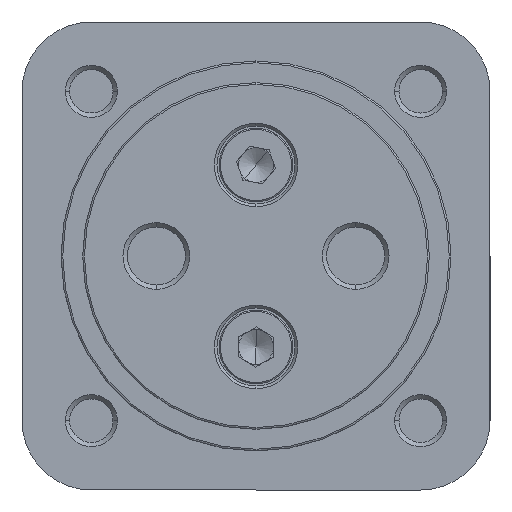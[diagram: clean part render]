
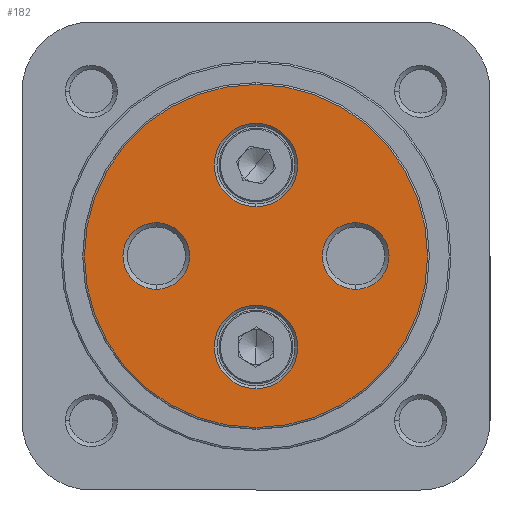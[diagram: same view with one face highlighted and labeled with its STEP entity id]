
A CAD part, left-side view. The second image highlights one B-rep face of the part: STEP entity #182.
In plain terms, the highlighted planar face has unit normal (-1, 0, 0).
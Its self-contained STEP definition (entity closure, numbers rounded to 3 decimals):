
#182 = ADVANCED_FACE ( 'NONE', ( #8463, #8469, #8471, #8473, #8459 ), #3867, .F. ) ;
#529 = VERTEX_POINT ( 'NONE', #4464 ) ;
#530 = VERTEX_POINT ( 'NONE', #4465 ) ;
#545 = VERTEX_POINT ( 'NONE', #4478 ) ;
#562 = VERTEX_POINT ( 'NONE', #4494 ) ;
#588 = VERTEX_POINT ( 'NONE', #4519 ) ;
#628 = VERTEX_POINT ( 'NONE', #4558 ) ;
#656 = VERTEX_POINT ( 'NONE', #4586 ) ;
#688 = VERTEX_POINT ( 'NONE', #4617 ) ;
#707 = VERTEX_POINT ( 'NONE', #4626 ) ;
#709 = VERTEX_POINT ( 'NONE', #4628 ) ;
#1936 = EDGE_LOOP ( 'NONE', ( #7852, #7851 ) ) ;
#1938 = EDGE_LOOP ( 'NONE', ( #7850, #7849 ) ) ;
#1988 = EDGE_LOOP ( 'NONE', ( #7846, #7845 ) ) ;
#1993 = EDGE_LOOP ( 'NONE', ( #7844, #7843 ) ) ;
#2087 = EDGE_LOOP ( 'NONE', ( #7848, #7847 ) ) ;
#2762 = EDGE_CURVE ( 'NONE', #562, #688, #5812, .T. ) ;
#2764 = EDGE_CURVE ( 'NONE', #588, #628, #5814, .T. ) ;
#2769 = EDGE_CURVE ( 'NONE', #707, #656, #5819, .T. ) ;
#2770 = EDGE_CURVE ( 'NONE', #530, #545, #5820, .T. ) ;
#2771 = EDGE_CURVE ( 'NONE', #709, #529, #5822, .T. ) ;
#2798 = EDGE_CURVE ( 'NONE', #656, #707, #5863, .T. ) ;
#2802 = EDGE_CURVE ( 'NONE', #545, #530, #5869, .T. ) ;
#2854 = EDGE_CURVE ( 'NONE', #529, #709, #7411, .T. ) ;
#2863 = EDGE_CURVE ( 'NONE', #688, #562, #7426, .T. ) ;
#2868 = EDGE_CURVE ( 'NONE', #628, #588, #7431, .T. ) ;
#3100 = AXIS2_PLACEMENT_3D ( 'NONE', #3858, #3870, #3871 ) ;
#3405 = AXIS2_PLACEMENT_3D ( 'NONE', #6977, #6978, #6979 ) ;
#3407 = AXIS2_PLACEMENT_3D ( 'NONE', #6969, #6972, #6973 ) ;
#3411 = AXIS2_PLACEMENT_3D ( 'NONE', #6992, #6993, #6994 ) ;
#3413 = AXIS2_PLACEMENT_3D ( 'NONE', #6995, #6996, #6997 ) ;
#3414 = AXIS2_PLACEMENT_3D ( 'NONE', #6998, #6999, #7000 ) ;
#3427 = AXIS2_PLACEMENT_3D ( 'NONE', #7075, #7076, #7077 ) ;
#3428 = AXIS2_PLACEMENT_3D ( 'NONE', #7064, #7065, #7066 ) ;
#3454 = AXIS2_PLACEMENT_3D ( 'NONE', #7192, #7206, #7207 ) ;
#3457 = AXIS2_PLACEMENT_3D ( 'NONE', #7231, #7233, #7234 ) ;
#3465 = AXIS2_PLACEMENT_3D ( 'NONE', #7243, #7247, #7248 ) ;
#3858 = CARTESIAN_POINT ( 'NONE',  ( 0., 0., 0. ) ) ;
#3867 = PLANE ( 'NONE',  #3100 ) ;
#3870 = DIRECTION ( 'NONE',  ( 1., 0., 0. ) ) ;
#3871 = DIRECTION ( 'NONE',  ( 0., 0., -1. ) ) ;
#4464 = CARTESIAN_POINT ( 'NONE',  ( 0., 0., 15.3 ) ) ;
#4465 = CARTESIAN_POINT ( 'NONE',  ( 0., -11.5, -3.85 ) ) ;
#4478 = CARTESIAN_POINT ( 'NONE',  ( 0., -11.5, 3.85 ) ) ;
#4494 = CARTESIAN_POINT ( 'NONE',  ( 0., 0., -15.3 ) ) ;
#4519 = CARTESIAN_POINT ( 'NONE',  ( 0., 0., -19.8 ) ) ;
#4558 = CARTESIAN_POINT ( 'NONE',  ( 0., 0., 19.8 ) ) ;
#4586 = CARTESIAN_POINT ( 'NONE',  ( 0., 11.5, 3.85 ) ) ;
#4617 = CARTESIAN_POINT ( 'NONE',  ( 0., 0., -5.7 ) ) ;
#4626 = CARTESIAN_POINT ( 'NONE',  ( 0., 11.5, -3.85 ) ) ;
#4628 = CARTESIAN_POINT ( 'NONE',  ( 0., 0., 5.7 ) ) ;
#5812 = CIRCLE ( 'NONE', #3407, 4.8 ) ;
#5814 = CIRCLE ( 'NONE', #3405, 19.8 ) ;
#5819 = CIRCLE ( 'NONE', #3411, 3.85 ) ;
#5820 = CIRCLE ( 'NONE', #3413, 3.85 ) ;
#5822 = CIRCLE ( 'NONE', #3414, 4.8 ) ;
#5863 = CIRCLE ( 'NONE', #3428, 3.85 ) ;
#5869 = CIRCLE ( 'NONE', #3427, 3.85 ) ;
#6969 = CARTESIAN_POINT ( 'NONE',  ( 0., 0., -10.5 ) ) ;
#6972 = DIRECTION ( 'NONE',  ( 1., 0., 0. ) ) ;
#6973 = DIRECTION ( 'NONE',  ( 0., 0., -1. ) ) ;
#6977 = CARTESIAN_POINT ( 'NONE',  ( 0., 0., 0. ) ) ;
#6978 = DIRECTION ( 'NONE',  ( -1., 0., 0. ) ) ;
#6979 = DIRECTION ( 'NONE',  ( 0., 0., -1. ) ) ;
#6992 = CARTESIAN_POINT ( 'NONE',  ( 0., 11.5, 0. ) ) ;
#6993 = DIRECTION ( 'NONE',  ( 1., 0., 0. ) ) ;
#6994 = DIRECTION ( 'NONE',  ( 0., 0., -1. ) ) ;
#6995 = CARTESIAN_POINT ( 'NONE',  ( 0., -11.5, 0. ) ) ;
#6996 = DIRECTION ( 'NONE',  ( 1., 0., 0. ) ) ;
#6997 = DIRECTION ( 'NONE',  ( 0., 0., -1. ) ) ;
#6998 = CARTESIAN_POINT ( 'NONE',  ( 0., 0., 10.5 ) ) ;
#6999 = DIRECTION ( 'NONE',  ( 1., 0., 0. ) ) ;
#7000 = DIRECTION ( 'NONE',  ( 0., 0., -1. ) ) ;
#7064 = CARTESIAN_POINT ( 'NONE',  ( 0., 11.5, 0. ) ) ;
#7065 = DIRECTION ( 'NONE',  ( 1., 0., 0. ) ) ;
#7066 = DIRECTION ( 'NONE',  ( 0., 0., -1. ) ) ;
#7075 = CARTESIAN_POINT ( 'NONE',  ( 0., -11.5, 0. ) ) ;
#7076 = DIRECTION ( 'NONE',  ( 1., 0., 0. ) ) ;
#7077 = DIRECTION ( 'NONE',  ( 0., 0., -1. ) ) ;
#7192 = CARTESIAN_POINT ( 'NONE',  ( 0., 0., 10.5 ) ) ;
#7206 = DIRECTION ( 'NONE',  ( 1., 0., 0. ) ) ;
#7207 = DIRECTION ( 'NONE',  ( 0., 0., -1. ) ) ;
#7231 = CARTESIAN_POINT ( 'NONE',  ( 0., 0., -10.5 ) ) ;
#7233 = DIRECTION ( 'NONE',  ( 1., 0., 0. ) ) ;
#7234 = DIRECTION ( 'NONE',  ( 0., 0., -1. ) ) ;
#7243 = CARTESIAN_POINT ( 'NONE',  ( 0., 0., 0. ) ) ;
#7247 = DIRECTION ( 'NONE',  ( -1., 0., 0. ) ) ;
#7248 = DIRECTION ( 'NONE',  ( 0., 0., -1. ) ) ;
#7411 = CIRCLE ( 'NONE', #3454, 4.8 ) ;
#7426 = CIRCLE ( 'NONE', #3457, 4.8 ) ;
#7431 = CIRCLE ( 'NONE', #3465, 19.8 ) ;
#7843 = ORIENTED_EDGE ( 'NONE', *, *, #2769, .T. ) ;
#7844 = ORIENTED_EDGE ( 'NONE', *, *, #2798, .T. ) ;
#7845 = ORIENTED_EDGE ( 'NONE', *, *, #2770, .T. ) ;
#7846 = ORIENTED_EDGE ( 'NONE', *, *, #2802, .T. ) ;
#7847 = ORIENTED_EDGE ( 'NONE', *, *, #2771, .T. ) ;
#7848 = ORIENTED_EDGE ( 'NONE', *, *, #2854, .T. ) ;
#7849 = ORIENTED_EDGE ( 'NONE', *, *, #2762, .T. ) ;
#7850 = ORIENTED_EDGE ( 'NONE', *, *, #2863, .T. ) ;
#7851 = ORIENTED_EDGE ( 'NONE', *, *, #2868, .T. ) ;
#7852 = ORIENTED_EDGE ( 'NONE', *, *, #2764, .T. ) ;
#8459 = FACE_BOUND ( 'NONE', #1993, .T. ) ;
#8463 = FACE_OUTER_BOUND ( 'NONE', #1936, .T. ) ;
#8469 = FACE_BOUND ( 'NONE', #1938, .T. ) ;
#8471 = FACE_BOUND ( 'NONE', #2087, .T. ) ;
#8473 = FACE_BOUND ( 'NONE', #1988, .T. ) ;
